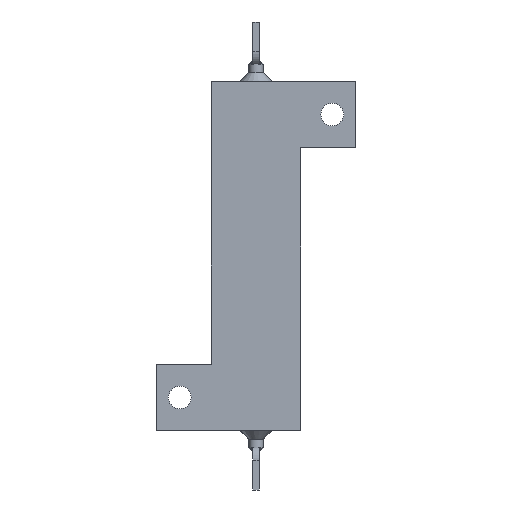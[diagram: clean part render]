
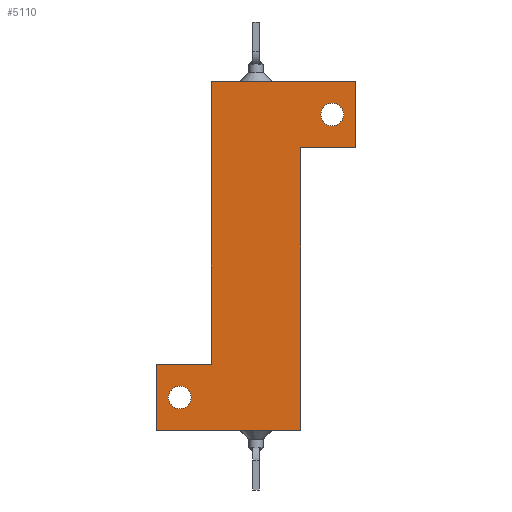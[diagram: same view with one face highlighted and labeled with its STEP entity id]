
A CAD part, front view. The second image highlights one B-rep face of the part: STEP entity #5110.
In plain terms, the highlighted planar face has unit normal (0, -1, 0).
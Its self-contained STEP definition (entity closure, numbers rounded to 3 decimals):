
#9 = ORIENTED_EDGE ( 'NONE', *, *, #2725, .T. ) ;
#35 = CIRCLE ( 'NONE', #4169, 1.6 ) ;
#52 = VERTEX_POINT ( 'NONE', #3334 ) ;
#128 = CARTESIAN_POINT ( 'NONE',  ( 10.7, -7.55, 19.85 ) ) ;
#151 = EDGE_CURVE ( 'NONE', #6000, #523, #245, .T. ) ;
#229 = EDGE_LOOP ( 'NONE', ( #3119, #4855, #1675, #2405, #399, #4639, #3657, #2310 ) ) ;
#235 = DIRECTION ( 'NONE',  ( 0., 0., -1. ) ) ;
#245 = LINE ( 'NONE', #2992, #3205 ) ;
#317 = DIRECTION ( 'NONE',  ( 0., 1., 0. ) ) ;
#353 = FACE_OUTER_BOUND ( 'NONE', #229, .T. ) ;
#399 = ORIENTED_EDGE ( 'NONE', *, *, #861, .F. ) ;
#429 = VERTEX_POINT ( 'NONE', #596 ) ;
#519 = VECTOR ( 'NONE', #5444, 1000. ) ;
#523 = VERTEX_POINT ( 'NONE', #5787 ) ;
#596 = CARTESIAN_POINT ( 'NONE',  ( -14., -7.55, -15.2 ) ) ;
#726 = DIRECTION ( 'NONE',  ( 1., 0., 0. ) ) ;
#758 = CARTESIAN_POINT ( 'NONE',  ( -10.7, -7.55, -19.85 ) ) ;
#846 = LINE ( 'NONE', #4987, #4558 ) ;
#861 = EDGE_CURVE ( 'NONE', #1151, #5275, #3035, .T. ) ;
#906 = EDGE_LOOP ( 'NONE', ( #4391, #3707 ) ) ;
#909 = EDGE_CURVE ( 'NONE', #429, #1151, #846, .T. ) ;
#946 = AXIS2_PLACEMENT_3D ( 'NONE', #4096, #2296, #5608 ) ;
#1054 = VECTOR ( 'NONE', #4120, 1000. ) ;
#1151 = VERTEX_POINT ( 'NONE', #3825 ) ;
#1220 = CARTESIAN_POINT ( 'NONE',  ( -10.7, -7.55, -21.45 ) ) ;
#1261 = CIRCLE ( 'NONE', #3986, 1.6 ) ;
#1375 = DIRECTION ( 'NONE',  ( 0., 1., 0. ) ) ;
#1460 = EDGE_CURVE ( 'NONE', #52, #1957, #3855, .T. ) ;
#1502 = CARTESIAN_POINT ( 'NONE',  ( 14., -7.55, 24.5 ) ) ;
#1675 = ORIENTED_EDGE ( 'NONE', *, *, #2442, .F. ) ;
#1734 = LINE ( 'NONE', #3586, #519 ) ;
#1897 = EDGE_LOOP ( 'NONE', ( #2466, #9 ) ) ;
#1954 = EDGE_CURVE ( 'NONE', #429, #6000, #2924, .T. ) ;
#1957 = VERTEX_POINT ( 'NONE', #2010 ) ;
#1989 = CARTESIAN_POINT ( 'NONE',  ( 14., -7.55, 15.2 ) ) ;
#2010 = CARTESIAN_POINT ( 'NONE',  ( 10.7, -7.55, 18.25 ) ) ;
#2042 = CARTESIAN_POINT ( 'NONE',  ( -14., -7.55, 24.5 ) ) ;
#2082 = CARTESIAN_POINT ( 'NONE',  ( 6.279, -7.55, 15.2 ) ) ;
#2114 = VECTOR ( 'NONE', #235, 1000. ) ;
#2236 = DIRECTION ( 'NONE',  ( -1., 0., 0. ) ) ;
#2287 = FACE_BOUND ( 'NONE', #906, .T. ) ;
#2296 = DIRECTION ( 'NONE',  ( 0., 1., 0. ) ) ;
#2310 = ORIENTED_EDGE ( 'NONE', *, *, #151, .T. ) ;
#2315 = DIRECTION ( 'NONE',  ( -1., 0., 0. ) ) ;
#2405 = ORIENTED_EDGE ( 'NONE', *, *, #3728, .F. ) ;
#2442 = EDGE_CURVE ( 'NONE', #5310, #4796, #3465, .T. ) ;
#2466 = ORIENTED_EDGE ( 'NONE', *, *, #1460, .T. ) ;
#2611 = EDGE_CURVE ( 'NONE', #5482, #5795, #1261, .T. ) ;
#2725 = EDGE_CURVE ( 'NONE', #1957, #52, #3007, .T. ) ;
#2774 = PLANE ( 'NONE',  #3776 ) ;
#2820 = DIRECTION ( 'NONE',  ( 0., 0., 1. ) ) ;
#2843 = CARTESIAN_POINT ( 'NONE',  ( -6.279, -7.55, 24.5 ) ) ;
#2848 = VECTOR ( 'NONE', #2236, 1000. ) ;
#2855 = VERTEX_POINT ( 'NONE', #2082 ) ;
#2904 = VECTOR ( 'NONE', #4777, 1000. ) ;
#2924 = LINE ( 'NONE', #2042, #2114 ) ;
#2992 = CARTESIAN_POINT ( 'NONE',  ( 14., -7.55, -24.5 ) ) ;
#3007 = CIRCLE ( 'NONE', #4859, 1.6 ) ;
#3035 = LINE ( 'NONE', #3524, #4838 ) ;
#3119 = ORIENTED_EDGE ( 'NONE', *, *, #5071, .F. ) ;
#3120 = LINE ( 'NONE', #5039, #2848 ) ;
#3164 = LINE ( 'NONE', #5508, #1054 ) ;
#3205 = VECTOR ( 'NONE', #3513, 1000. ) ;
#3237 = DIRECTION ( 'NONE',  ( 0., 0., 1. ) ) ;
#3334 = CARTESIAN_POINT ( 'NONE',  ( 10.7, -7.55, 21.45 ) ) ;
#3465 = LINE ( 'NONE', #3858, #2904 ) ;
#3513 = DIRECTION ( 'NONE',  ( 1., 0., 0. ) ) ;
#3524 = CARTESIAN_POINT ( 'NONE',  ( -6.279, -7.55, 24.5 ) ) ;
#3553 = DIRECTION ( 'NONE',  ( 0., 0., 1. ) ) ;
#3584 = CARTESIAN_POINT ( 'NONE',  ( -14., -7.55, -24.5 ) ) ;
#3586 = CARTESIAN_POINT ( 'NONE',  ( 14., -7.55, 24.5 ) ) ;
#3596 = FACE_BOUND ( 'NONE', #1897, .T. ) ;
#3657 = ORIENTED_EDGE ( 'NONE', *, *, #1954, .T. ) ;
#3685 = CARTESIAN_POINT ( 'NONE',  ( 14., -7.55, 24.5 ) ) ;
#3707 = ORIENTED_EDGE ( 'NONE', *, *, #2611, .T. ) ;
#3728 = EDGE_CURVE ( 'NONE', #5275, #5310, #1734, .T. ) ;
#3776 = AXIS2_PLACEMENT_3D ( 'NONE', #3685, #4088, #2315 ) ;
#3825 = CARTESIAN_POINT ( 'NONE',  ( -6.279, -7.55, -15.2 ) ) ;
#3846 = DIRECTION ( 'NONE',  ( 0., 1., 0. ) ) ;
#3855 = CIRCLE ( 'NONE', #946, 1.6 ) ;
#3858 = CARTESIAN_POINT ( 'NONE',  ( 14., -7.55, 24.5 ) ) ;
#3986 = AXIS2_PLACEMENT_3D ( 'NONE', #758, #317, #3237 ) ;
#4088 = DIRECTION ( 'NONE',  ( 0., 1., 0. ) ) ;
#4096 = CARTESIAN_POINT ( 'NONE',  ( 10.7, -7.55, 19.85 ) ) ;
#4120 = DIRECTION ( 'NONE',  ( 0., 0., -1. ) ) ;
#4169 = AXIS2_PLACEMENT_3D ( 'NONE', #4973, #1375, #5477 ) ;
#4386 = CARTESIAN_POINT ( 'NONE',  ( -10.7, -7.55, -18.25 ) ) ;
#4391 = ORIENTED_EDGE ( 'NONE', *, *, #5047, .T. ) ;
#4525 = EDGE_CURVE ( 'NONE', #4796, #2855, #3120, .T. ) ;
#4558 = VECTOR ( 'NONE', #726, 1000. ) ;
#4639 = ORIENTED_EDGE ( 'NONE', *, *, #909, .F. ) ;
#4777 = DIRECTION ( 'NONE',  ( 0., 0., -1. ) ) ;
#4796 = VERTEX_POINT ( 'NONE', #1989 ) ;
#4838 = VECTOR ( 'NONE', #3553, 1000. ) ;
#4855 = ORIENTED_EDGE ( 'NONE', *, *, #4525, .F. ) ;
#4859 = AXIS2_PLACEMENT_3D ( 'NONE', #128, #3846, #2820 ) ;
#4973 = CARTESIAN_POINT ( 'NONE',  ( -10.7, -7.55, -19.85 ) ) ;
#4987 = CARTESIAN_POINT ( 'NONE',  ( -14., -7.55, -15.2 ) ) ;
#5039 = CARTESIAN_POINT ( 'NONE',  ( 14., -7.55, 15.2 ) ) ;
#5047 = EDGE_CURVE ( 'NONE', #5795, #5482, #35, .T. ) ;
#5071 = EDGE_CURVE ( 'NONE', #2855, #523, #3164, .T. ) ;
#5110 = ADVANCED_FACE ( 'NONE', ( #2287, #3596, #353 ), #2774, .F. ) ;
#5275 = VERTEX_POINT ( 'NONE', #2843 ) ;
#5310 = VERTEX_POINT ( 'NONE', #1502 ) ;
#5444 = DIRECTION ( 'NONE',  ( 1., 0., 0. ) ) ;
#5477 = DIRECTION ( 'NONE',  ( 0., 0., 1. ) ) ;
#5482 = VERTEX_POINT ( 'NONE', #1220 ) ;
#5508 = CARTESIAN_POINT ( 'NONE',  ( 6.279, -7.55, -24.5 ) ) ;
#5608 = DIRECTION ( 'NONE',  ( 0., 0., 1. ) ) ;
#5787 = CARTESIAN_POINT ( 'NONE',  ( 6.279, -7.55, -24.5 ) ) ;
#5795 = VERTEX_POINT ( 'NONE', #4386 ) ;
#6000 = VERTEX_POINT ( 'NONE', #3584 ) ;
